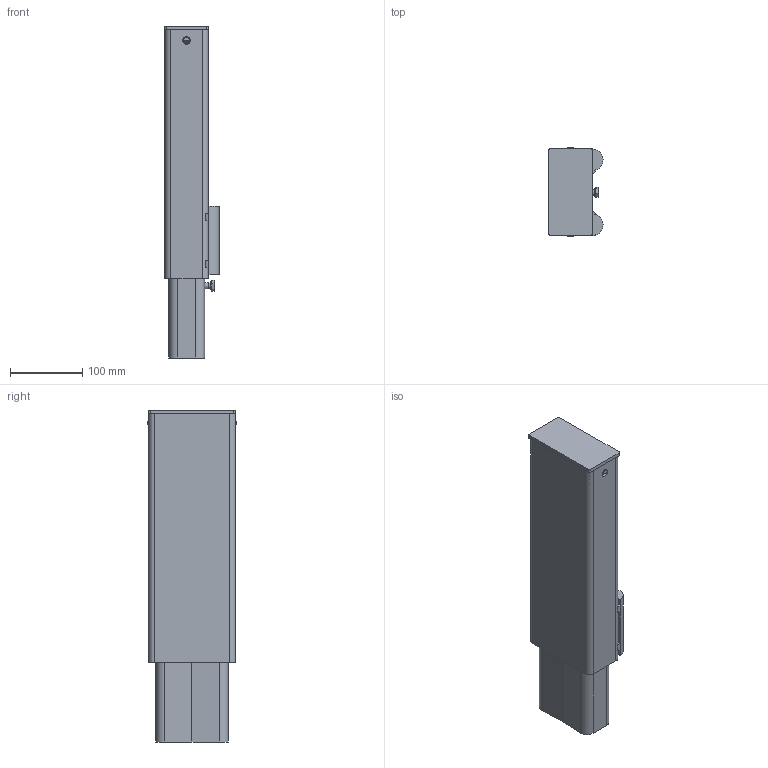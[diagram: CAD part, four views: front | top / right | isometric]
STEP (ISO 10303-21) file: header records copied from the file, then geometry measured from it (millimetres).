
FILE_DESCRIPTION(/* description */ (''),/* implementation_level */ '2;1');
FILE_NAME(/* name */ 'TSS 101.stp',/* time_stamp */ '2016-06-21T15:00:34+02:00',/* author */ ('OEM'),/* organization */ (''),/* preprocessor_version */ 'ST-DEVELOPER v15.2',/* originating_system */ 'Autodesk Inventor 2014',/* authorisation */ '');
FILE_SCHEMA (('CONFIG_CONTROL_DESIGN'));
Length unit declared in the file: millimetre
Products named in the file (7): TSS 101 Complete_Welds; TSS 101-1 Inner tube; TSS 101-2 Outer tube; TSS 101-3 Half round steel; TSS 100-4 Plast-lokk; TSS 41-5 Locking screw; TSS 101 Complete
Bounding box: 75 x 122 x 460 mm (x, y, z)
Volume: 1038372.5 mm3; surface area: 443676.6 mm2
Topology: 14 solids, 14 shells, 351 faces, 895 edges, 585 vertices
Faces by surface type: plane 232, bspline 69, cylinder 41, cone 8, torus 1
Full cylindrical faces by diameter (mm): 7.323 x1, 8 x3, 10.5 x4, 11.4 x1
Entity records: 11084 total; most frequent: CARTESIAN_POINT 2949, ORIENTED_EDGE 1758, DIRECTION 1418, EDGE_CURVE 879, LINE 624, VECTOR 624, VERTEX_POINT 581, AXIS2_PLACEMENT_3D 397
